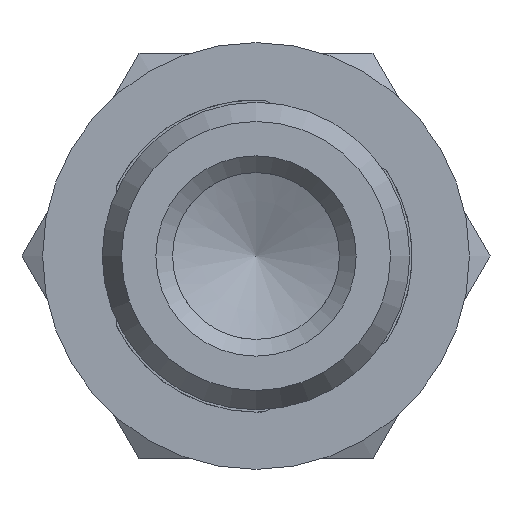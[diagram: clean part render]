
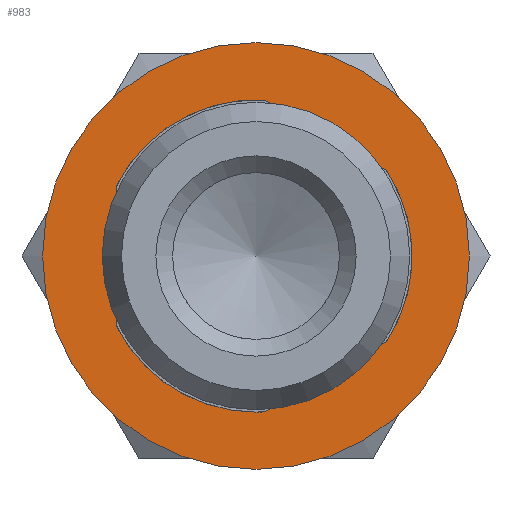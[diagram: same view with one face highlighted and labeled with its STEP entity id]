
A CAD part, front view. The second image highlights one B-rep face of the part: STEP entity #983.
In plain terms, the highlighted planar face has unit normal (0, -1, 0).
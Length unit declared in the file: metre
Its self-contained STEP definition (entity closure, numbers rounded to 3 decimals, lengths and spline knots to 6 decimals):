
#54=LINE('',#1611,#72);
#55=LINE('',#1622,#73);
#56=LINE('',#1626,#74);
#72=VECTOR('',#1218,1.);
#73=VECTOR('',#1231,1.);
#74=VECTOR('',#1234,1.);
#94=PLANE('',#1072);
#237=ORIENTED_EDGE('',*,*,#333,.F.);
#238=ORIENTED_EDGE('',*,*,#330,.F.);
#239=ORIENTED_EDGE('',*,*,#334,.F.);
#240=ORIENTED_EDGE('',*,*,#335,.F.);
#241=ORIENTED_EDGE('',*,*,#336,.F.);
#242=ORIENTED_EDGE('',*,*,#337,.F.);
#243=ORIENTED_EDGE('',*,*,#338,.T.);
#330=EDGE_CURVE('',#396,#394,#54,.T.);
#333=EDGE_CURVE('',#394,#399,#434,.T.);
#334=EDGE_CURVE('',#400,#396,#435,.T.);
#335=EDGE_CURVE('',#401,#400,#55,.T.);
#336=EDGE_CURVE('',#402,#401,#436,.T.);
#337=EDGE_CURVE('',#399,#402,#56,.T.);
#338=EDGE_CURVE('',#403,#403,#437,.T.);
#394=VERTEX_POINT('',#1606);
#396=VERTEX_POINT('',#1610);
#399=VERTEX_POINT('',#1619);
#400=VERTEX_POINT('',#1621);
#401=VERTEX_POINT('',#1623);
#402=VERTEX_POINT('',#1625);
#403=VERTEX_POINT('',#1628);
#434=CIRCLE('',#1073,0.00655);
#435=CIRCLE('',#1074,0.00655);
#436=CIRCLE('',#1075,0.00655);
#437=CIRCLE('',#1076,0.00895);
#509=EDGE_LOOP('',(#237,#238,#239,#240,#241,#242));
#510=EDGE_LOOP('',(#243));
#596=FACE_BOUND('',#509,.T.);
#597=FACE_BOUND('',#510,.T.);
#983=ADVANCED_FACE('',(#596,#597),#94,.T.);
#1072=AXIS2_PLACEMENT_3D('',#1617,#1225,#1226);
#1073=AXIS2_PLACEMENT_3D('',#1618,#1227,#1228);
#1074=AXIS2_PLACEMENT_3D('',#1620,#1229,#1230);
#1075=AXIS2_PLACEMENT_3D('',#1624,#1232,#1233);
#1076=AXIS2_PLACEMENT_3D('',#1627,#1235,#1236);
#1218=DIRECTION('',(0.,0.,-1.));
#1225=DIRECTION('',(0.,-1.,0.));
#1226=DIRECTION('',(0.,0.,-1.));
#1227=DIRECTION('',(0.,-1.,0.));
#1228=DIRECTION('',(0.,0.,-1.));
#1229=DIRECTION('',(0.,-1.,0.));
#1230=DIRECTION('',(0.,0.,-1.));
#1231=DIRECTION('',(-0.866,0.,0.5));
#1232=DIRECTION('',(0.,-1.,0.));
#1233=DIRECTION('',(0.,0.,-1.));
#1234=DIRECTION('',(0.866,0.,0.5));
#1235=DIRECTION('',(0.,-1.,0.));
#1236=DIRECTION('',(0.,0.,-1.));
#1606=CARTESIAN_POINT('',(-0.00585,0.0056,-0.002946));
#1610=CARTESIAN_POINT('',(-0.00585,0.0056,0.002946));
#1611=CARTESIAN_POINT('',(-0.00585,0.0056,-0.002946));
#1617=CARTESIAN_POINT('',(0.00655,0.0056,0.));
#1618=CARTESIAN_POINT('',(0.,0.0056,0.));
#1619=CARTESIAN_POINT('',(0.000374,0.0056,-0.006539));
#1620=CARTESIAN_POINT('',(0.,0.0056,0.));
#1621=CARTESIAN_POINT('',(0.000374,0.0056,0.006539));
#1622=CARTESIAN_POINT('',(0.000374,0.0056,0.006539));
#1623=CARTESIAN_POINT('',(0.005476,0.0056,0.003593));
#1624=CARTESIAN_POINT('',(0.,0.0056,0.));
#1625=CARTESIAN_POINT('',(0.005476,0.0056,-0.003593));
#1626=CARTESIAN_POINT('',(0.005476,0.0056,-0.003593));
#1627=CARTESIAN_POINT('',(0.,0.0056,0.));
#1628=CARTESIAN_POINT('',(0.,0.0056,-0.00895));
